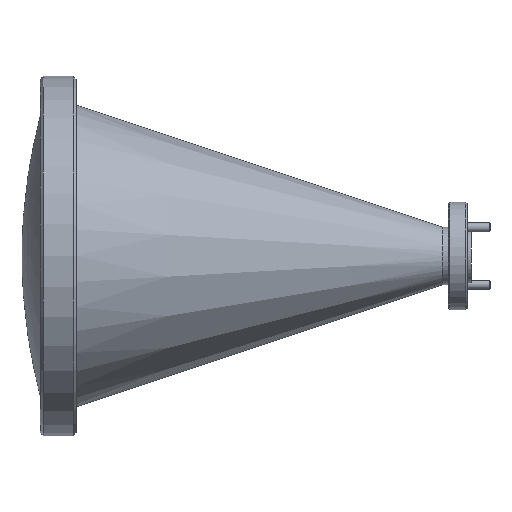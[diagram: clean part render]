
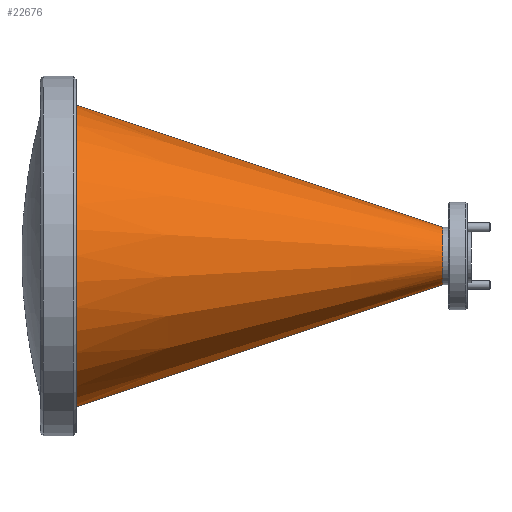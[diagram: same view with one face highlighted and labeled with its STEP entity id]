
A CAD part, top view. The second image highlights one B-rep face of the part: STEP entity #22676.
In plain terms, the highlighted conical face has half-angle 18.435 degrees and reference radius 5.08 mm.
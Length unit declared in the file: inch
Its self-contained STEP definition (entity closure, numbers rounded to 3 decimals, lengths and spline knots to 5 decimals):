
#1266 = DIRECTION ( 'NONE',  ( 1., 0., 0. ) ) ;
#3309 = EDGE_CURVE ( 'NONE', #13911, #5665, #21944, .T. ) ;
#4316 = VECTOR ( 'NONE', #13545, 39.37008 ) ;
#5081 = CARTESIAN_POINT ( 'NONE',  ( -0.15446, 0.52192, 0.25717 ) ) ;
#5103 = CIRCLE ( 'NONE', #19710, 0.2 ) ;
#5457 = DIRECTION ( 'NONE',  ( 0., 1., 0. ) ) ;
#5665 = VERTEX_POINT ( 'NONE', #8919 ) ;
#7417 = EDGE_CURVE ( 'NONE', #21043, #7820, #15608, .T. ) ;
#7489 = ORIENTED_EDGE ( 'NONE', *, *, #14246, .T. ) ;
#7820 = VERTEX_POINT ( 'NONE', #17801 ) ;
#7821 = CARTESIAN_POINT ( 'NONE',  ( -0.15446, 0.72192, 0.25717 ) ) ;
#8643 = FACE_OUTER_BOUND ( 'NONE', #25445, .T. ) ;
#8919 = CARTESIAN_POINT ( 'NONE',  ( -2.70446, -0.32808, 0.25717 ) ) ;
#9704 = EDGE_CURVE ( 'NONE', #21043, #13911, #5103, .T. ) ;
#9943 = CARTESIAN_POINT ( 'NONE',  ( -0.15446, 0.72192, 0.25717 ) ) ;
#11709 = CARTESIAN_POINT ( 'NONE',  ( -0.15446, 0.92192, 0.25717 ) ) ;
#11841 = ORIENTED_EDGE ( 'NONE', *, *, #7417, .T. ) ;
#11913 = CONICAL_SURFACE ( 'NONE', #27089, 0.2, 0.322 ) ;
#11922 = DIRECTION ( 'NONE',  ( 0., -1., 0. ) ) ;
#12266 = ORIENTED_EDGE ( 'NONE', *, *, #9704, .F. ) ;
#12697 = CARTESIAN_POINT ( 'NONE',  ( -0.15446, 0.52192, 0.25717 ) ) ;
#13376 = DIRECTION ( 'NONE',  ( 0., 1., 0. ) ) ;
#13545 = DIRECTION ( 'NONE',  ( -0.949, -0.316, 0. ) ) ;
#13911 = VERTEX_POINT ( 'NONE', #12697 ) ;
#14007 = DIRECTION ( 'NONE',  ( -1., 0., 0. ) ) ;
#14246 = EDGE_CURVE ( 'NONE', #7820, #5665, #18723, .T. ) ;
#15608 = LINE ( 'NONE', #11709, #22828 ) ;
#16211 = CARTESIAN_POINT ( 'NONE',  ( -0.15446, 0.92192, 0.25717 ) ) ;
#17591 = DIRECTION ( 'NONE',  ( 1., 0., 0. ) ) ;
#17801 = CARTESIAN_POINT ( 'NONE',  ( -2.70446, 1.77192, 0.25717 ) ) ;
#18723 = CIRCLE ( 'NONE', #24739, 1.05 ) ;
#19710 = AXIS2_PLACEMENT_3D ( 'NONE', #9943, #1266, #5457 ) ;
#21043 = VERTEX_POINT ( 'NONE', #16211 ) ;
#21944 = LINE ( 'NONE', #5081, #4316 ) ;
#22329 = ORIENTED_EDGE ( 'NONE', *, *, #3309, .F. ) ;
#22676 = ADVANCED_FACE ( 'NONE', ( #8643 ), #11913, .T. ) ;
#22828 = VECTOR ( 'NONE', #26430, 39.37008 ) ;
#24079 = CARTESIAN_POINT ( 'NONE',  ( -2.70446, 0.72192, 0.25717 ) ) ;
#24739 = AXIS2_PLACEMENT_3D ( 'NONE', #24079, #17591, #13376 ) ;
#25445 = EDGE_LOOP ( 'NONE', ( #12266, #11841, #7489, #22329 ) ) ;
#26430 = DIRECTION ( 'NONE',  ( -0.949, 0.316, 0. ) ) ;
#27089 = AXIS2_PLACEMENT_3D ( 'NONE', #7821, #14007, #11922 ) ;
